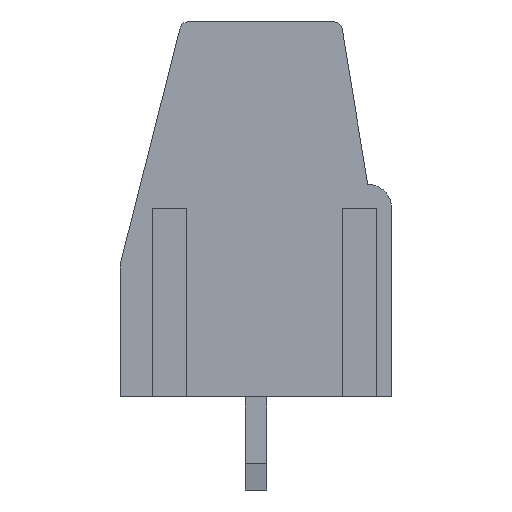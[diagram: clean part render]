
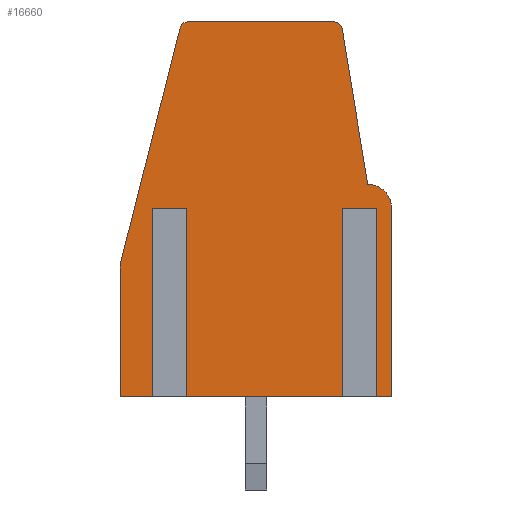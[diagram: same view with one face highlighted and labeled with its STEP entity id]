
A CAD part, left-side view. The second image highlights one B-rep face of the part: STEP entity #16660.
In plain terms, the highlighted planar face has unit normal (-1, 0, 0).
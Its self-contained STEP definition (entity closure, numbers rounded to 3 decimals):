
#12955 = VERTEX_POINT('',#12956);
#12956 = CARTESIAN_POINT('',(-50.8,2.586,14.1));
#12962 = EDGE_CURVE('',#12963,#12955,#12965,.T.);
#12963 = VERTEX_POINT('',#12964);
#12964 = CARTESIAN_POINT('',(-50.8,-2.925,14.1));
#12965 = LINE('',#12966,#12967);
#12966 = CARTESIAN_POINT('',(-50.8,-3.18,14.1));
#12967 = VECTOR('',#12968,1.);
#12968 = DIRECTION('',(0.,1.,0.));
#15503 = VERTEX_POINT('',#15504);
#15504 = CARTESIAN_POINT('',(-50.8,2.877,13.874));
#15510 = EDGE_CURVE('',#12955,#15503,#15511,.T.);
#15511 = CIRCLE('',#15512,0.3);
#15512 = AXIS2_PLACEMENT_3D('',#15513,#15514,#15515);
#15513 = CARTESIAN_POINT('',(-50.8,2.586,13.8));
#15514 = DIRECTION('',(-1.,0.,0.));
#15515 = DIRECTION('',(0.,-1.,0.));
#16660 = ADVANCED_FACE('',(#16661),#16785,.T.);
#16661 = FACE_BOUND('',#16662,.T.);
#16662 = EDGE_LOOP('',(#16663,#16673,#16681,#16689,#16697,#16705,#16714,
    #16722,#16729,#16730,#16731,#16739,#16747,#16755,#16763,#16771,
    #16779));
#16663 = ORIENTED_EDGE('',*,*,#16664,.F.);
#16664 = EDGE_CURVE('',#16665,#16667,#16669,.T.);
#16665 = VERTEX_POINT('',#16666);
#16666 = CARTESIAN_POINT('',(-50.8,-3.581,7.1));
#16667 = VERTEX_POINT('',#16668);
#16668 = CARTESIAN_POINT('',(-50.8,-3.581,0.));
#16669 = LINE('',#16670,#16671);
#16670 = CARTESIAN_POINT('',(-50.8,-3.581,6.7));
#16671 = VECTOR('',#16672,1.);
#16672 = DIRECTION('',(0.,0.,-1.));
#16673 = ORIENTED_EDGE('',*,*,#16674,.F.);
#16674 = EDGE_CURVE('',#16675,#16665,#16677,.T.);
#16675 = VERTEX_POINT('',#16676);
#16676 = CARTESIAN_POINT('',(-50.8,-4.179,7.1));
#16677 = LINE('',#16678,#16679);
#16678 = CARTESIAN_POINT('',(-50.8,-4.179,7.1));
#16679 = VECTOR('',#16680,1.);
#16680 = DIRECTION('',(0.,1.,0.));
#16681 = ORIENTED_EDGE('',*,*,#16682,.T.);
#16682 = EDGE_CURVE('',#16675,#16683,#16685,.T.);
#16683 = VERTEX_POINT('',#16684);
#16684 = CARTESIAN_POINT('',(-50.8,-4.179,0.));
#16685 = LINE('',#16686,#16687);
#16686 = CARTESIAN_POINT('',(-50.8,-4.179,6.7));
#16687 = VECTOR('',#16688,1.);
#16688 = DIRECTION('',(0.,0.,-1.));
#16689 = ORIENTED_EDGE('',*,*,#16690,.T.);
#16690 = EDGE_CURVE('',#16683,#16691,#16693,.T.);
#16691 = VERTEX_POINT('',#16692);
#16692 = CARTESIAN_POINT('',(-50.8,-5.08,0.));
#16693 = LINE('',#16694,#16695);
#16694 = CARTESIAN_POINT('',(-50.8,5.12,0.));
#16695 = VECTOR('',#16696,1.);
#16696 = DIRECTION('',(0.,-1.,0.));
#16697 = ORIENTED_EDGE('',*,*,#16698,.T.);
#16698 = EDGE_CURVE('',#16691,#16699,#16701,.T.);
#16699 = VERTEX_POINT('',#16700);
#16700 = CARTESIAN_POINT('',(-50.8,-5.08,7.1));
#16701 = LINE('',#16702,#16703);
#16702 = CARTESIAN_POINT('',(-50.8,-5.08,0.));
#16703 = VECTOR('',#16704,1.);
#16704 = DIRECTION('',(0.,0.,1.));
#16705 = ORIENTED_EDGE('',*,*,#16706,.T.);
#16706 = EDGE_CURVE('',#16699,#16707,#16709,.T.);
#16707 = VERTEX_POINT('',#16708);
#16708 = CARTESIAN_POINT('',(-50.8,-4.18,8.));
#16709 = CIRCLE('',#16710,0.9);
#16710 = AXIS2_PLACEMENT_3D('',#16711,#16712,#16713);
#16711 = CARTESIAN_POINT('',(-50.8,-4.18,7.1));
#16712 = DIRECTION('',(-1.,0.,0.));
#16713 = DIRECTION('',(0.,1.,0.));
#16714 = ORIENTED_EDGE('',*,*,#16715,.T.);
#16715 = EDGE_CURVE('',#16707,#16716,#16718,.T.);
#16716 = VERTEX_POINT('',#16717);
#16717 = CARTESIAN_POINT('',(-50.8,-3.221,13.849));
#16718 = LINE('',#16719,#16720);
#16719 = CARTESIAN_POINT('',(-50.8,-4.18,8.));
#16720 = VECTOR('',#16721,1.);
#16721 = DIRECTION('',(0.,0.162,0.987));
#16722 = ORIENTED_EDGE('',*,*,#16723,.T.);
#16723 = EDGE_CURVE('',#16716,#12963,#16724,.T.);
#16724 = CIRCLE('',#16725,0.3);
#16725 = AXIS2_PLACEMENT_3D('',#16726,#16727,#16728);
#16726 = CARTESIAN_POINT('',(-50.8,-2.925,13.8));
#16727 = DIRECTION('',(-1.,0.,0.));
#16728 = DIRECTION('',(0.,-1.,0.));
#16729 = ORIENTED_EDGE('',*,*,#12962,.T.);
#16730 = ORIENTED_EDGE('',*,*,#15510,.T.);
#16731 = ORIENTED_EDGE('',*,*,#16732,.T.);
#16732 = EDGE_CURVE('',#15503,#16733,#16735,.T.);
#16733 = VERTEX_POINT('',#16734);
#16734 = CARTESIAN_POINT('',(-50.8,5.12,5.));
#16735 = LINE('',#16736,#16737);
#16736 = CARTESIAN_POINT('',(-50.8,2.82,14.1));
#16737 = VECTOR('',#16738,1.);
#16738 = DIRECTION('',(0.,0.245,-0.97));
#16739 = ORIENTED_EDGE('',*,*,#16740,.T.);
#16740 = EDGE_CURVE('',#16733,#16741,#16743,.T.);
#16741 = VERTEX_POINT('',#16742);
#16742 = CARTESIAN_POINT('',(-50.8,5.12,0.));
#16743 = LINE('',#16744,#16745);
#16744 = CARTESIAN_POINT('',(-50.8,5.12,5.));
#16745 = VECTOR('',#16746,1.);
#16746 = DIRECTION('',(0.,0.,-1.));
#16747 = ORIENTED_EDGE('',*,*,#16748,.T.);
#16748 = EDGE_CURVE('',#16741,#16749,#16751,.T.);
#16749 = VERTEX_POINT('',#16750);
#16750 = CARTESIAN_POINT('',(-50.8,3.569,0.));
#16751 = LINE('',#16752,#16753);
#16752 = CARTESIAN_POINT('',(-50.8,5.12,0.));
#16753 = VECTOR('',#16754,1.);
#16754 = DIRECTION('',(0.,-1.,0.));
#16755 = ORIENTED_EDGE('',*,*,#16756,.F.);
#16756 = EDGE_CURVE('',#16757,#16749,#16759,.T.);
#16757 = VERTEX_POINT('',#16758);
#16758 = CARTESIAN_POINT('',(-50.8,3.569,7.1));
#16759 = LINE('',#16760,#16761);
#16760 = CARTESIAN_POINT('',(-50.8,3.569,6.7));
#16761 = VECTOR('',#16762,1.);
#16762 = DIRECTION('',(0.,0.,-1.));
#16763 = ORIENTED_EDGE('',*,*,#16764,.F.);
#16764 = EDGE_CURVE('',#16765,#16757,#16767,.T.);
#16765 = VERTEX_POINT('',#16766);
#16766 = CARTESIAN_POINT('',(-50.8,2.971,7.1));
#16767 = LINE('',#16768,#16769);
#16768 = CARTESIAN_POINT('',(-50.8,2.971,7.1));
#16769 = VECTOR('',#16770,1.);
#16770 = DIRECTION('',(0.,1.,0.));
#16771 = ORIENTED_EDGE('',*,*,#16772,.T.);
#16772 = EDGE_CURVE('',#16765,#16773,#16775,.T.);
#16773 = VERTEX_POINT('',#16774);
#16774 = CARTESIAN_POINT('',(-50.8,2.971,0.));
#16775 = LINE('',#16776,#16777);
#16776 = CARTESIAN_POINT('',(-50.8,2.971,6.7));
#16777 = VECTOR('',#16778,1.);
#16778 = DIRECTION('',(0.,0.,-1.));
#16779 = ORIENTED_EDGE('',*,*,#16780,.T.);
#16780 = EDGE_CURVE('',#16773,#16667,#16781,.T.);
#16781 = LINE('',#16782,#16783);
#16782 = CARTESIAN_POINT('',(-50.8,5.12,0.));
#16783 = VECTOR('',#16784,1.);
#16784 = DIRECTION('',(0.,-1.,0.));
#16785 = PLANE('',#16786);
#16786 = AXIS2_PLACEMENT_3D('',#16787,#16788,#16789);
#16787 = CARTESIAN_POINT('',(-50.8,-4.18,7.1));
#16788 = DIRECTION('',(-1.,0.,0.));
#16789 = DIRECTION('',(0.,-1.,0.));
